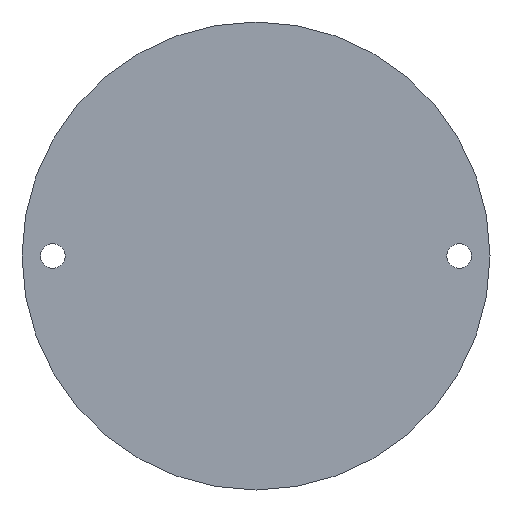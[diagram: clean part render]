
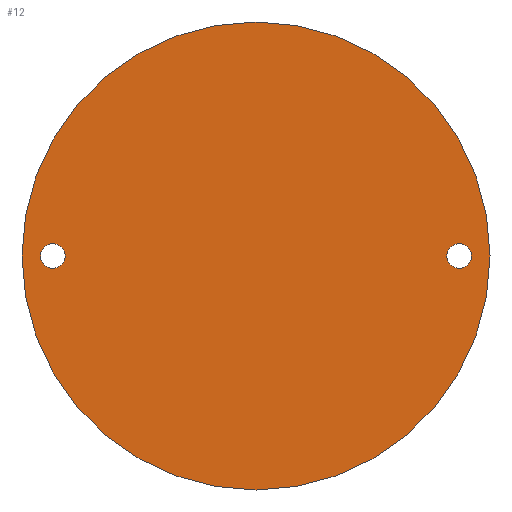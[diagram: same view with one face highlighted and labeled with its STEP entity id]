
A CAD part, front view. The second image highlights one B-rep face of the part: STEP entity #12.
In plain terms, the highlighted planar face has unit normal (0, -1, 0).
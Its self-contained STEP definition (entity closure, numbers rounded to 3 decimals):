
#12 = ADVANCED_FACE ( 'NONE', ( #312, #115, #433 ), #264, .F. ) ;
#20 = ORIENTED_EDGE ( 'NONE', *, *, #253, .T. ) ;
#39 = VERTEX_POINT ( 'NONE', #416 ) ;
#45 = EDGE_CURVE ( 'NONE', #494, #116, #375, .T. ) ;
#55 = AXIS2_PLACEMENT_3D ( 'NONE', #230, #104, #377 ) ;
#57 = DIRECTION ( 'NONE',  ( 0., 0., 1. ) ) ;
#66 = EDGE_CURVE ( 'NONE', #152, #309, #281, .T. ) ;
#67 = DIRECTION ( 'NONE',  ( 0., 1., 0. ) ) ;
#73 = CIRCLE ( 'NONE', #314, 1. ) ;
#76 = CARTESIAN_POINT ( 'NONE',  ( 0., 0., 19. ) ) ;
#86 = DIRECTION ( 'NONE',  ( 0., 1., 0. ) ) ;
#101 = ORIENTED_EDGE ( 'NONE', *, *, #501, .F. ) ;
#104 = DIRECTION ( 'NONE',  ( 0., 1., 0. ) ) ;
#106 = CARTESIAN_POINT ( 'NONE',  ( 0., 0., 0. ) ) ;
#115 = FACE_BOUND ( 'NONE', #530, .T. ) ;
#116 = VERTEX_POINT ( 'NONE', #500 ) ;
#127 = EDGE_CURVE ( 'NONE', #116, #494, #355, .T. ) ;
#152 = VERTEX_POINT ( 'NONE', #469 ) ;
#157 = EDGE_CURVE ( 'NONE', #383, #39, #415, .T. ) ;
#161 = DIRECTION ( 'NONE',  ( 0., 0., 1. ) ) ;
#162 = AXIS2_PLACEMENT_3D ( 'NONE', #242, #67, #161 ) ;
#171 = AXIS2_PLACEMENT_3D ( 'NONE', #271, #347, #425 ) ;
#189 = EDGE_LOOP ( 'NONE', ( #20, #477 ) ) ;
#215 = DIRECTION ( 'NONE',  ( 0., 1., 0. ) ) ;
#230 = CARTESIAN_POINT ( 'NONE',  ( 16.5, 0., 0. ) ) ;
#236 = AXIS2_PLACEMENT_3D ( 'NONE', #337, #411, #300 ) ;
#240 = ORIENTED_EDGE ( 'NONE', *, *, #45, .T. ) ;
#242 = CARTESIAN_POINT ( 'NONE',  ( -16.5, 0., 0. ) ) ;
#253 = EDGE_CURVE ( 'NONE', #39, #383, #73, .T. ) ;
#254 = CARTESIAN_POINT ( 'NONE',  ( 16.5, 0., 1. ) ) ;
#256 = ORIENTED_EDGE ( 'NONE', *, *, #66, .F. ) ;
#264 = PLANE ( 'NONE',  #236 ) ;
#271 = CARTESIAN_POINT ( 'NONE',  ( 16.5, 0., 0. ) ) ;
#281 = CIRCLE ( 'NONE', #285, 19. ) ;
#285 = AXIS2_PLACEMENT_3D ( 'NONE', #106, #498, #57 ) ;
#300 = DIRECTION ( 'NONE',  ( 0., 0., 1. ) ) ;
#309 = VERTEX_POINT ( 'NONE', #76 ) ;
#312 = FACE_BOUND ( 'NONE', #189, .T. ) ;
#314 = AXIS2_PLACEMENT_3D ( 'NONE', #360, #215, #393 ) ;
#337 = CARTESIAN_POINT ( 'NONE',  ( 0., 0., 0. ) ) ;
#338 = CARTESIAN_POINT ( 'NONE',  ( -16.5, 0., -1. ) ) ;
#339 = ORIENTED_EDGE ( 'NONE', *, *, #127, .T. ) ;
#347 = DIRECTION ( 'NONE',  ( 0., 1., 0. ) ) ;
#355 = CIRCLE ( 'NONE', #171, 1. ) ;
#360 = CARTESIAN_POINT ( 'NONE',  ( -16.5, 0., 0. ) ) ;
#365 = DIRECTION ( 'NONE',  ( 0., 0., 1. ) ) ;
#367 = CARTESIAN_POINT ( 'NONE',  ( 0., 0., 0. ) ) ;
#375 = CIRCLE ( 'NONE', #55, 1. ) ;
#377 = DIRECTION ( 'NONE',  ( 0., 0., 1. ) ) ;
#383 = VERTEX_POINT ( 'NONE', #338 ) ;
#393 = DIRECTION ( 'NONE',  ( 0., 0., 1. ) ) ;
#407 = CIRCLE ( 'NONE', #456, 19. ) ;
#411 = DIRECTION ( 'NONE',  ( 0., 1., 0. ) ) ;
#415 = CIRCLE ( 'NONE', #162, 1. ) ;
#416 = CARTESIAN_POINT ( 'NONE',  ( -16.5, 0., 1. ) ) ;
#425 = DIRECTION ( 'NONE',  ( 0., 0., 1. ) ) ;
#433 = FACE_OUTER_BOUND ( 'NONE', #525, .T. ) ;
#456 = AXIS2_PLACEMENT_3D ( 'NONE', #367, #86, #365 ) ;
#469 = CARTESIAN_POINT ( 'NONE',  ( 0., 0., -19. ) ) ;
#477 = ORIENTED_EDGE ( 'NONE', *, *, #157, .T. ) ;
#494 = VERTEX_POINT ( 'NONE', #254 ) ;
#498 = DIRECTION ( 'NONE',  ( 0., 1., 0. ) ) ;
#500 = CARTESIAN_POINT ( 'NONE',  ( 16.5, 0., -1. ) ) ;
#501 = EDGE_CURVE ( 'NONE', #309, #152, #407, .T. ) ;
#525 = EDGE_LOOP ( 'NONE', ( #256, #101 ) ) ;
#530 = EDGE_LOOP ( 'NONE', ( #240, #339 ) ) ;
